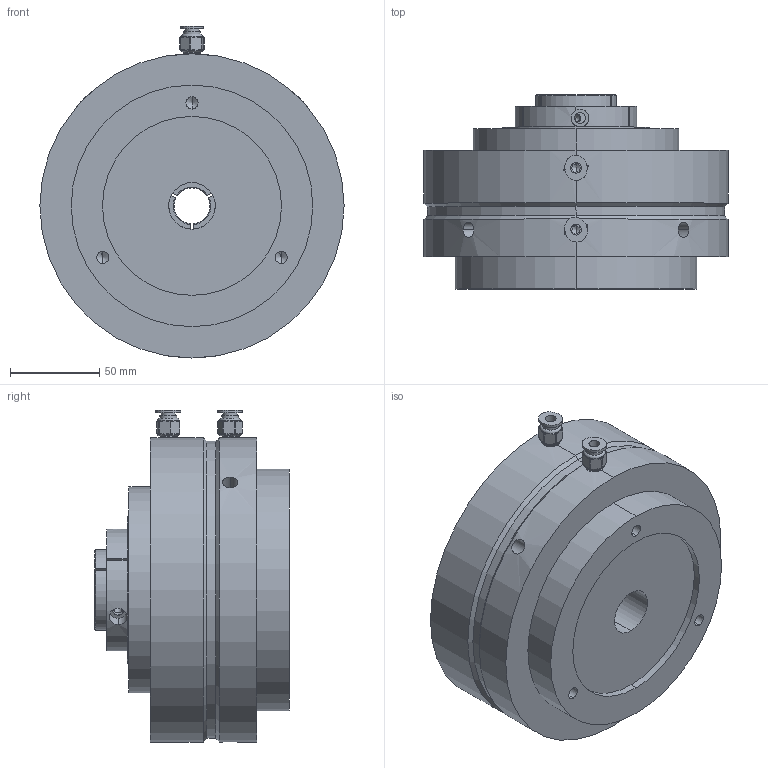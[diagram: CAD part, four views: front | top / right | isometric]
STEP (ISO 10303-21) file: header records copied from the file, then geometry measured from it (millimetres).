
FILE_DESCRIPTION (( 'STEP AP214' ), '1' );
FILE_NAME ('GA25-3k+C-25.STEP', '2024-01-18T03:12:16', ( '' ), ( '' ), 'SwSTEP 2.0', 'SolidWorks 2023', '' );
FILE_SCHEMA (( 'AUTOMOTIVE_DESIGN' ));
Length unit declared in the file: millimetre
Products named in the file (5): GA25-3k; M10 气嘴; GA25 本体; GA25-3k+C-25; C-25-3k（20mm）
Assembly tree (5 placements, depth 3):
  GA25-3k+C-25
    GA25-3k
      GA25 本体
      M10 气嘴  x2
    C-25-3k（20mm）
Bounding box: 170 x 108.53 x 185.5 mm (x, y, z)
Volume: 1681926.8 mm3; surface area: 121321.8 mm2
Topology: 6 solids, 6 shells, 397 faces, 996 edges, 550 vertices
Faces by surface type: cylinder 142, plane 121, bspline 61, cone 45, sphere 24, torus 4
Full cylindrical faces by diameter (mm): 4.2 x3, 6 x2, 8 x2, 9.5 x2
Entity records: 16450 total; most frequent: CARTESIAN_POINT 7165, DIRECTION 1354, ORIENTED_EDGE 1326, EDGE_CURVE 663, AXIS2_PLACEMENT_3D 526, VERTEX_POINT 415, EDGE_LOOP 330, LINE 302
